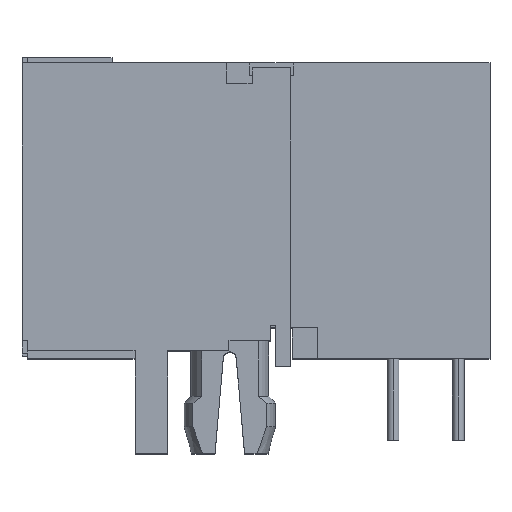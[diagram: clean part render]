
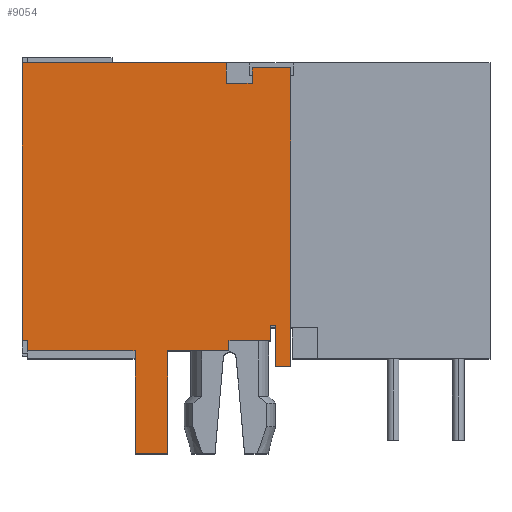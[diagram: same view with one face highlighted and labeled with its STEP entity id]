
A CAD part, top view. The second image highlights one B-rep face of the part: STEP entity #9054.
In plain terms, the highlighted planar face has unit normal (0, 0, 1).
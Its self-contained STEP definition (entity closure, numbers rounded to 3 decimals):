
#812=DIRECTION('',(0.,-1.,0.));
#813=VECTOR('',#812,11.6);
#814=CARTESIAN_POINT('',(1.25,5.55,7.82));
#815=LINE('4813',#814,#813);
#816=DIRECTION('',(-1.,0.,0.));
#817=VECTOR('',#816,0.2);
#818=CARTESIAN_POINT('',(0.65,-4.45,7.82));
#819=LINE('4751',#818,#817);
#820=DIRECTION('',(0.,-1.,0.));
#821=VECTOR('',#820,0.6);
#822=CARTESIAN_POINT('',(0.45,-4.45,7.82));
#823=LINE('4752',#822,#821);
#824=DIRECTION('',(-1.,0.,0.));
#825=VECTOR('',#824,1.6);
#826=CARTESIAN_POINT('',(0.45,-5.05,7.82));
#827=LINE('4753',#826,#825);
#828=DIRECTION('',(0.,-1.,0.));
#829=VECTOR('',#828,0.4);
#830=CARTESIAN_POINT('',(-1.15,-5.05,7.82));
#831=LINE('4754',#830,#829);
#832=DIRECTION('',(1.,0.,0.));
#833=VECTOR('',#832,2.385);
#834=CARTESIAN_POINT('',(-3.535,-5.45,7.82));
#835=LINE('4801',#834,#833);
#836=DIRECTION('',(0.,1.,0.));
#837=VECTOR('',#836,4.);
#838=CARTESIAN_POINT('',(-3.535,-9.45,7.82));
#839=LINE('4671',#838,#837);
#840=DIRECTION('',(1.,0.,0.));
#841=VECTOR('',#840,1.27);
#842=CARTESIAN_POINT('',(-4.805,-9.45,7.82));
#843=LINE('4665',#842,#841);
#844=DIRECTION('',(0.,-1.,0.));
#845=VECTOR('',#844,4.);
#846=CARTESIAN_POINT('',(-4.805,-5.45,7.82));
#847=LINE('4670',#846,#845);
#848=DIRECTION('',(1.,0.,0.));
#849=VECTOR('',#848,4.195);
#850=CARTESIAN_POINT('',(-9.,-5.45,7.82));
#851=LINE('4797',#850,#849);
#852=DIRECTION('',(0.,1.,0.));
#853=VECTOR('',#852,0.4);
#854=CARTESIAN_POINT('',(-9.,-5.45,7.82));
#855=LINE('4768',#854,#853);
#856=DIRECTION('',(1.,0.,0.));
#857=VECTOR('',#856,0.2);
#858=CARTESIAN_POINT('',(-9.2,-5.05,7.82));
#859=LINE('4769',#858,#857);
#860=DIRECTION('',(0.,-1.,0.));
#861=VECTOR('',#860,10.8);
#862=CARTESIAN_POINT('',(-9.2,5.75,7.82));
#863=LINE('4771',#862,#861);
#864=DIRECTION('',(-1.,0.,0.));
#865=VECTOR('',#864,7.95);
#866=CARTESIAN_POINT('',(-1.25,5.75,7.82));
#867=LINE('4683',#866,#865);
#868=DIRECTION('',(0.,-1.,0.));
#869=VECTOR('',#868,0.8);
#870=CARTESIAN_POINT('',(-1.25,5.75,7.82));
#871=LINE('4681',#870,#869);
#872=DIRECTION('',(1.,0.,0.));
#873=VECTOR('',#872,1.);
#874=CARTESIAN_POINT('',(-1.25,4.95,7.82));
#875=LINE('4682',#874,#873);
#876=DIRECTION('',(0.,1.,0.));
#877=VECTOR('',#876,0.6);
#878=CARTESIAN_POINT('',(-0.25,4.95,7.82));
#879=LINE('4708',#878,#877);
#944=DIRECTION('',(1.,0.,0.));
#945=VECTOR('',#944,1.5);
#946=CARTESIAN_POINT('',(-0.25,5.55,7.82));
#947=LINE('4696',#946,#945);
#3816=DIRECTION('',(0.,-1.,0.));
#3817=VECTOR('',#3816,1.6);
#3818=CARTESIAN_POINT('',(0.65,-4.45,7.82));
#3819=LINE('4815',#3818,#3817);
#3832=DIRECTION('',(-1.,0.,0.));
#3833=VECTOR('',#3832,0.6);
#3834=CARTESIAN_POINT('',(1.25,-6.05,7.82));
#3835=LINE('4809',#3834,#3833);
#7165=CARTESIAN_POINT('',(-9.2,5.75,7.82));
#7166=VERTEX_POINT('',#7165);
#7191=CARTESIAN_POINT('',(-4.805,-9.45,7.82));
#7192=CARTESIAN_POINT('',(-3.535,-9.45,7.82));
#7193=VERTEX_POINT('',#7191);
#7194=VERTEX_POINT('',#7192);
#7200=CARTESIAN_POINT('',(-3.535,-5.45,7.82));
#7202=VERTEX_POINT('',#7200);
#7203=CARTESIAN_POINT('',(-4.805,-5.45,7.82));
#7204=VERTEX_POINT('',#7203);
#7219=CARTESIAN_POINT('',(-1.25,5.75,7.82));
#7220=CARTESIAN_POINT('',(-1.25,4.95,7.82));
#7221=VERTEX_POINT('',#7219);
#7222=VERTEX_POINT('',#7220);
#7223=CARTESIAN_POINT('',(-0.25,4.95,7.82));
#7224=VERTEX_POINT('',#7223);
#7247=CARTESIAN_POINT('',(1.25,5.55,7.82));
#7249=VERTEX_POINT('',#7247);
#7253=CARTESIAN_POINT('',(-0.25,5.55,7.82));
#7254=VERTEX_POINT('',#7253);
#7317=CARTESIAN_POINT('',(0.65,-4.45,7.82));
#7318=CARTESIAN_POINT('',(0.45,-4.45,7.82));
#7319=VERTEX_POINT('',#7317);
#7320=VERTEX_POINT('',#7318);
#7321=CARTESIAN_POINT('',(0.45,-5.05,7.82));
#7322=VERTEX_POINT('',#7321);
#7323=CARTESIAN_POINT('',(-1.15,-5.05,7.82));
#7324=VERTEX_POINT('',#7323);
#7325=CARTESIAN_POINT('',(-1.15,-5.45,7.82));
#7326=VERTEX_POINT('',#7325);
#7343=CARTESIAN_POINT('',(-9.2,-5.05,7.82));
#7345=VERTEX_POINT('',#7343);
#7353=CARTESIAN_POINT('',(-9.,-5.45,7.82));
#7354=CARTESIAN_POINT('',(-9.,-5.05,7.82));
#7355=VERTEX_POINT('',#7353);
#7356=VERTEX_POINT('',#7354);
#7401=CARTESIAN_POINT('',(1.25,-6.05,7.82));
#7403=VERTEX_POINT('',#7401);
#7409=CARTESIAN_POINT('',(0.65,-6.05,7.82));
#7411=VERTEX_POINT('',#7409);
#9010=CARTESIAN_POINT('',(-9.2,0.15,7.82));
#9011=DIRECTION('',(0.,0.,1.));
#9012=DIRECTION('',(1.,0.,0.));
#9013=AXIS2_PLACEMENT_3D('',#9010,#9011,#9012);
#9014=PLANE('3789',#9013);
#9016=ORIENTED_EDGE('4813',*,*,#9015,.T.);
#9018=ORIENTED_EDGE('4809',*,*,#9017,.T.);
#9020=ORIENTED_EDGE('4815',*,*,#9019,.F.);
#9022=ORIENTED_EDGE('4751',*,*,#9021,.T.);
#9024=ORIENTED_EDGE('4752',*,*,#9023,.T.);
#9026=ORIENTED_EDGE('4753',*,*,#9025,.T.);
#9028=ORIENTED_EDGE('4754',*,*,#9027,.T.);
#9030=ORIENTED_EDGE('4801',*,*,#9029,.F.);
#9032=ORIENTED_EDGE('4671',*,*,#9031,.F.);
#9034=ORIENTED_EDGE('4665',*,*,#9033,.F.);
#9036=ORIENTED_EDGE('4670',*,*,#9035,.F.);
#9038=ORIENTED_EDGE('4797',*,*,#9037,.F.);
#9039=ORIENTED_EDGE('4768',*,*,#8984,.T.);
#9040=ORIENTED_EDGE('4769',*,*,#9005,.F.);
#9041=ORIENTED_EDGE('4771',*,*,#8566,.F.);
#9043=ORIENTED_EDGE('4683',*,*,#9042,.F.);
#9045=ORIENTED_EDGE('4681',*,*,#9044,.T.);
#9047=ORIENTED_EDGE('4682',*,*,#9046,.T.);
#9049=ORIENTED_EDGE('4708',*,*,#9048,.T.);
#9051=ORIENTED_EDGE('4696',*,*,#9050,.T.);
#9052=EDGE_LOOP('3789',(#9016,#9018,#9020,#9022,#9024,#9026,#9028,#9030,#9032,
#9034,#9036,#9038,#9039,#9040,#9041,#9043,#9045,#9047,#9049,#9051));
#9053=FACE_OUTER_BOUND('3789',#9052,.F.);
#9054=ADVANCED_FACE('3789',(#9053),#9014,.T.);
#8566=EDGE_CURVE('4771',#7166,#7345,#863,.T.);
#8984=EDGE_CURVE('4768',#7355,#7356,#855,.T.);
#9005=EDGE_CURVE('4769',#7345,#7356,#859,.T.);
#9015=EDGE_CURVE('4813',#7249,#7403,#815,.T.);
#9017=EDGE_CURVE('4809',#7403,#7411,#3835,.T.);
#9019=EDGE_CURVE('4815',#7319,#7411,#3819,.T.);
#9021=EDGE_CURVE('4751',#7319,#7320,#819,.T.);
#9023=EDGE_CURVE('4752',#7320,#7322,#823,.T.);
#9025=EDGE_CURVE('4753',#7322,#7324,#827,.T.);
#9027=EDGE_CURVE('4754',#7324,#7326,#831,.T.);
#9029=EDGE_CURVE('4801',#7202,#7326,#835,.T.);
#9031=EDGE_CURVE('4671',#7194,#7202,#839,.T.);
#9033=EDGE_CURVE('4665',#7193,#7194,#843,.T.);
#9035=EDGE_CURVE('4670',#7204,#7193,#847,.T.);
#9037=EDGE_CURVE('4797',#7355,#7204,#851,.T.);
#9042=EDGE_CURVE('4683',#7221,#7166,#867,.T.);
#9044=EDGE_CURVE('4681',#7221,#7222,#871,.T.);
#9046=EDGE_CURVE('4682',#7222,#7224,#875,.T.);
#9048=EDGE_CURVE('4708',#7224,#7254,#879,.T.);
#9050=EDGE_CURVE('4696',#7254,#7249,#947,.T.);
